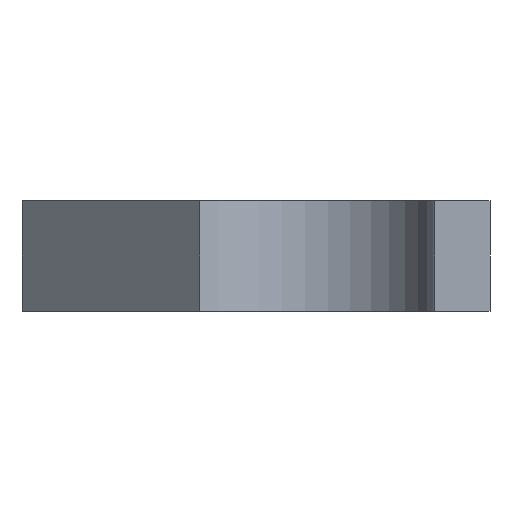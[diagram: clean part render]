
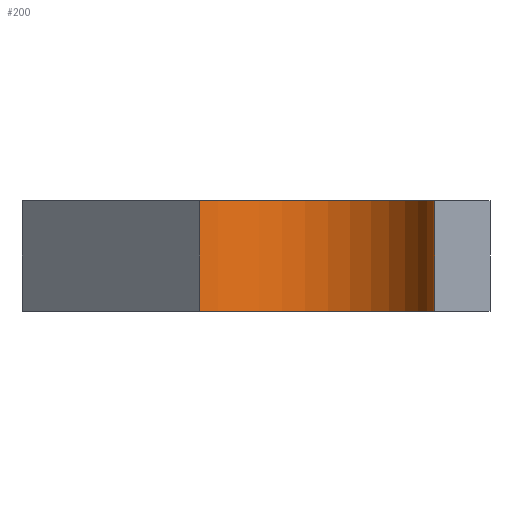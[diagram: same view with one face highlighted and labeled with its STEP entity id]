
A CAD part, left-side view. The second image highlights one B-rep face of the part: STEP entity #200.
In plain terms, the highlighted cylindrical face has radius 2.5 mm (diameter 5 mm), a partial arc.
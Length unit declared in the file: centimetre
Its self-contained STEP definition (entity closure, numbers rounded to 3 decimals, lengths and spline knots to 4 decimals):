
#19=CIRCLE('',#230,0.25);
#20=CIRCLE('',#231,0.25);
#23=CYLINDRICAL_SURFACE('',#229,0.25);
#29=FACE_OUTER_BOUND('',#40,.T.);
#40=EDGE_LOOP('',(#153,#154,#155,#156));
#57=LINE('',#327,#78);
#58=LINE('',#333,#79);
#78=VECTOR('',#268,1.);
#79=VECTOR('',#275,1.);
#98=VERTEX_POINT('',#323);
#99=VERTEX_POINT('',#325);
#100=VERTEX_POINT('',#329);
#101=VERTEX_POINT('',#331);
#121=EDGE_CURVE('',#98,#99,#57,.T.);
#122=EDGE_CURVE('',#98,#100,#19,.T.);
#123=EDGE_CURVE('',#101,#99,#20,.T.);
#124=EDGE_CURVE('',#100,#101,#58,.T.);
#153=ORIENTED_EDGE('',*,*,#122,.F.);
#154=ORIENTED_EDGE('',*,*,#121,.T.);
#155=ORIENTED_EDGE('',*,*,#123,.F.);
#156=ORIENTED_EDGE('',*,*,#124,.F.);
#200=ADVANCED_FACE('',(#29),#23,.F.);
#229=AXIS2_PLACEMENT_3D('',#328,#269,#270);
#230=AXIS2_PLACEMENT_3D('',#330,#271,#272);
#231=AXIS2_PLACEMENT_3D('',#332,#273,#274);
#268=DIRECTION('',(0.,0.,1.));
#269=DIRECTION('center_axis',(0.,0.,1.));
#270=DIRECTION('ref_axis',(0.,-1.,0.));
#271=DIRECTION('center_axis',(0.,0.,1.));
#272=DIRECTION('ref_axis',(0.,-1.,0.));
#273=DIRECTION('center_axis',(0.,0.,-1.));
#274=DIRECTION('ref_axis',(0.,-1.,0.));
#275=DIRECTION('',(0.,0.,1.));
#323=CARTESIAN_POINT('',(0.0507,-0.25,0.));
#325=CARTESIAN_POINT('',(0.0507,-0.25,0.2));
#327=CARTESIAN_POINT('',(0.0507,-0.25,0.));
#328=CARTESIAN_POINT('Origin',(0.0507,0.,0.));
#329=CARTESIAN_POINT('',(0.2275,0.1768,0.));
#330=CARTESIAN_POINT('Origin',(0.0507,0.,0.));
#331=CARTESIAN_POINT('',(0.2275,0.1768,0.2));
#332=CARTESIAN_POINT('Origin',(0.0507,0.,0.2));
#333=CARTESIAN_POINT('',(0.2275,0.1768,0.));
